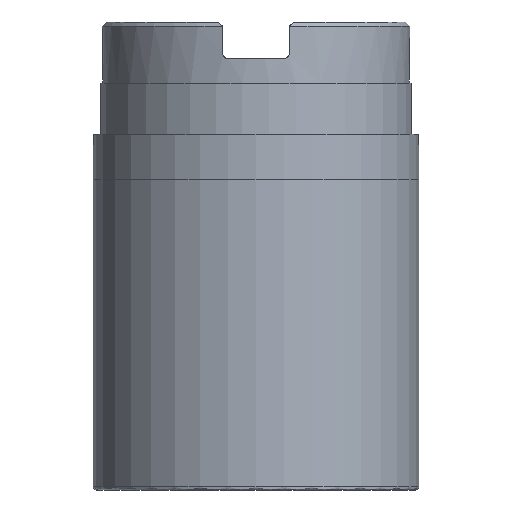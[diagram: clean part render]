
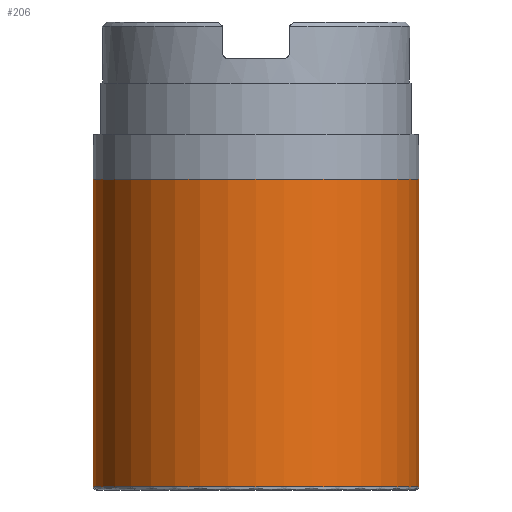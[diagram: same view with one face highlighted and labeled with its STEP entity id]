
A CAD part, front view. The second image highlights one B-rep face of the part: STEP entity #206.
In plain terms, the highlighted cylindrical face has radius 39.994 mm (diameter 79.989 mm), a full revolution.
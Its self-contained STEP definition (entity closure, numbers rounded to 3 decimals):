
#154=CYLINDRICAL_SURFACE('',#888,39.994);
#206=ADVANCED_FACE('',(#301,#302),#154,.T.);
#301=FACE_BOUND('',#355,.T.);
#302=FACE_BOUND('',#356,.T.);
#355=EDGE_LOOP('',(#439));
#356=EDGE_LOOP('',(#440));
#439=ORIENTED_EDGE('',*,*,#724,.F.);
#440=ORIENTED_EDGE('',*,*,#728,.T.);
#646=VERTEX_POINT('',#1247);
#650=VERTEX_POINT('',#1317);
#724=EDGE_CURVE('',#646,#646,#832,.T.);
#728=EDGE_CURVE('',#650,#650,#836,.T.);
#832=CIRCLE('',#881,39.994);
#836=CIRCLE('',#887,39.994);
#881=AXIS2_PLACEMENT_3D('',#1246,#994,#995);
#887=AXIS2_PLACEMENT_3D('',#1316,#1008,#1009);
#888=AXIS2_PLACEMENT_3D('',#1341,#1011,#1012);
#994=DIRECTION('',(0.,0.,-1.));
#995=DIRECTION('',(-1.,0.,0.));
#1008=DIRECTION('',(0.,0.,-1.));
#1009=DIRECTION('',(-1.,0.,0.));
#1011=DIRECTION('',(0.,0.,-1.));
#1012=DIRECTION('',(-1.,0.,0.));
#1246=CARTESIAN_POINT('',(0.,0.,-114.218));
#1247=CARTESIAN_POINT('',(-39.994,0.,-114.218));
#1316=CARTESIAN_POINT('',(0.,0.,-38.618));
#1317=CARTESIAN_POINT('',(-39.994,0.,-38.618));
#1341=CARTESIAN_POINT('',(0.,0.,0.));
